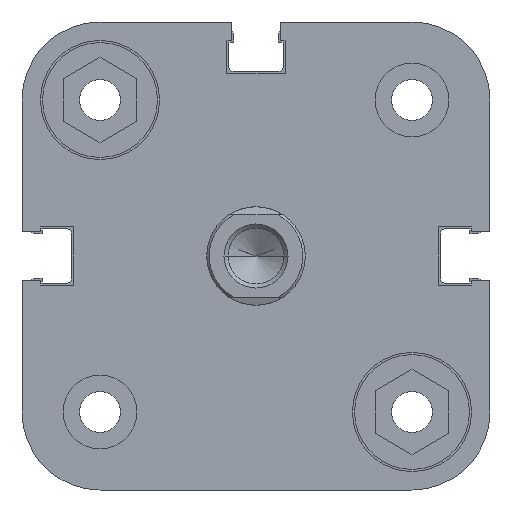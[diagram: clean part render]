
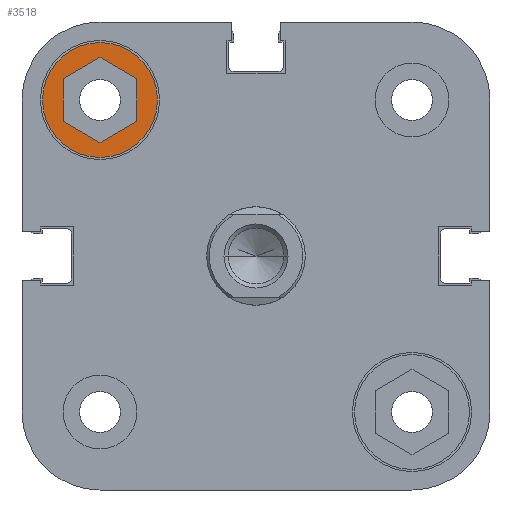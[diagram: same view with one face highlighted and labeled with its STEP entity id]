
A CAD part, left-side view. The second image highlights one B-rep face of the part: STEP entity #3518.
In plain terms, the highlighted planar face has unit normal (-1, 0, 0).
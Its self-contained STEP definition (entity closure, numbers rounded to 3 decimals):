
#229 = EDGE_LOOP ( 'NONE', ( #7790, #7876 ) ) ;
#233 = EDGE_LOOP ( 'NONE', ( #7917, #7871, #7783, #7786, #7881, #7834 ) ) ;
#1165 = FACE_OUTER_BOUND ( 'NONE', #229, .T. ) ;
#1169 = FACE_BOUND ( 'NONE', #233, .T. ) ;
#1841 = AXIS2_PLACEMENT_3D ( 'NONE', #3154, #3163, #3164 ) ;
#1930 = AXIS2_PLACEMENT_3D ( 'NONE', #6377, #6389, #6390 ) ;
#1998 = AXIS2_PLACEMENT_3D ( 'NONE', #6867, #7490, #7491 ) ;
#3154 = CARTESIAN_POINT ( 'NONE',  ( -27.321, 6., 0. ) ) ;
#3162 = PLANE ( 'NONE',  #1841 ) ;
#3163 = DIRECTION ( 'NONE',  ( 1., 0., 0. ) ) ;
#3164 = DIRECTION ( 'NONE',  ( 0., 0., -1. ) ) ;
#3518 = ADVANCED_FACE ( 'NONE', ( #1169, #1165 ), #3162, .F. ) ;
#5032 = VERTEX_POINT ( 'NONE', #5860 ) ;
#5033 = VERTEX_POINT ( 'NONE', #5861 ) ;
#5040 = VERTEX_POINT ( 'NONE', #5863 ) ;
#5283 = VERTEX_POINT ( 'NONE', #6071 ) ;
#5309 = VERTEX_POINT ( 'NONE', #6097 ) ;
#5319 = VERTEX_POINT ( 'NONE', #6107 ) ;
#5320 = VERTEX_POINT ( 'NONE', #6108 ) ;
#5322 = VERTEX_POINT ( 'NONE', #6110 ) ;
#5404 = EDGE_CURVE ( 'NONE', #5319, #5040, #7103, .T. ) ;
#5406 = EDGE_CURVE ( 'NONE', #5040, #5033, #7105, .T. ) ;
#5408 = EDGE_CURVE ( 'NONE', #5033, #5032, #7114, .T. ) ;
#5452 = EDGE_CURVE ( 'NONE', #5283, #5309, #7189, .T. ) ;
#5488 = EDGE_CURVE ( 'NONE', #5322, #5320, #7244, .T. ) ;
#5491 = EDGE_CURVE ( 'NONE', #5320, #5319, #7230, .T. ) ;
#5510 = EDGE_CURVE ( 'NONE', #5032, #5322, #7281, .T. ) ;
#5860 = CARTESIAN_POINT ( 'NONE',  ( -27.321, 19., 24.196 ) ) ;
#5861 = CARTESIAN_POINT ( 'NONE',  ( -27.321, 23.5, 21.598 ) ) ;
#5863 = CARTESIAN_POINT ( 'NONE',  ( -27.321, 23.5, 16.402 ) ) ;
#6071 = CARTESIAN_POINT ( 'NONE',  ( -27.321, 19., 26. ) ) ;
#6097 = CARTESIAN_POINT ( 'NONE',  ( -27.321, 19., 12. ) ) ;
#6107 = CARTESIAN_POINT ( 'NONE',  ( -27.321, 19., 13.804 ) ) ;
#6108 = CARTESIAN_POINT ( 'NONE',  ( -27.321, 14.5, 16.402 ) ) ;
#6110 = CARTESIAN_POINT ( 'NONE',  ( -27.321, 14.5, 21.598 ) ) ;
#6276 = CARTESIAN_POINT ( 'NONE',  ( -27.321, 23.5, 16.402 ) ) ;
#6277 = DIRECTION ( 'NONE',  ( 0., 0.866, 0.5 ) ) ;
#6278 = CARTESIAN_POINT ( 'NONE',  ( -27.321, 23.5, 21.598 ) ) ;
#6282 = DIRECTION ( 'NONE',  ( 0., 0., 1. ) ) ;
#6285 = CARTESIAN_POINT ( 'NONE',  ( -27.321, 19., 24.196 ) ) ;
#6286 = DIRECTION ( 'NONE',  ( 0., -0.866, 0.5 ) ) ;
#6377 = CARTESIAN_POINT ( 'NONE',  ( -27.321, 19., 19. ) ) ;
#6389 = DIRECTION ( 'NONE',  ( 1., 0., 0. ) ) ;
#6390 = DIRECTION ( 'NONE',  ( 0., 0., -1. ) ) ;
#6474 = CARTESIAN_POINT ( 'NONE',  ( -27.321, 14.5, 16.402 ) ) ;
#6475 = DIRECTION ( 'NONE',  ( 0., 0., -1. ) ) ;
#6478 = CARTESIAN_POINT ( 'NONE',  ( -27.321, 19., 13.804 ) ) ;
#6480 = DIRECTION ( 'NONE',  ( 0., 0.866, -0.5 ) ) ;
#6526 = CARTESIAN_POINT ( 'NONE',  ( -27.321, 14.5, 21.598 ) ) ;
#6527 = DIRECTION ( 'NONE',  ( 0., -0.866, -0.5 ) ) ;
#6867 = CARTESIAN_POINT ( 'NONE',  ( -27.321, 19., 19. ) ) ;
#7099 = VECTOR ( 'NONE', #6277, 1000. ) ;
#7103 = LINE ( 'NONE', #6276, #7099 ) ;
#7105 = LINE ( 'NONE', #6278, #7110 ) ;
#7110 = VECTOR ( 'NONE', #6282, 1000. ) ;
#7114 = LINE ( 'NONE', #6285, #7115 ) ;
#7115 = VECTOR ( 'NONE', #6286, 1000. ) ;
#7189 = CIRCLE ( 'NONE', #1930, 7. ) ;
#7230 = LINE ( 'NONE', #6478, #7250 ) ;
#7244 = LINE ( 'NONE', #6474, #7245 ) ;
#7245 = VECTOR ( 'NONE', #6475, 1000. ) ;
#7250 = VECTOR ( 'NONE', #6480, 1000. ) ;
#7281 = LINE ( 'NONE', #6526, #7282 ) ;
#7282 = VECTOR ( 'NONE', #6527, 1000. ) ;
#7444 = CIRCLE ( 'NONE', #1998, 7. ) ;
#7490 = DIRECTION ( 'NONE',  ( 1., 0., 0. ) ) ;
#7491 = DIRECTION ( 'NONE',  ( 0., 0., -1. ) ) ;
#7735 = EDGE_CURVE ( 'NONE', #5309, #5283, #7444, .T. ) ;
#7783 = ORIENTED_EDGE ( 'NONE', *, *, #5406, .T. ) ;
#7786 = ORIENTED_EDGE ( 'NONE', *, *, #5408, .T. ) ;
#7790 = ORIENTED_EDGE ( 'NONE', *, *, #7735, .F. ) ;
#7834 = ORIENTED_EDGE ( 'NONE', *, *, #5488, .T. ) ;
#7871 = ORIENTED_EDGE ( 'NONE', *, *, #5404, .T. ) ;
#7876 = ORIENTED_EDGE ( 'NONE', *, *, #5452, .F. ) ;
#7881 = ORIENTED_EDGE ( 'NONE', *, *, #5510, .T. ) ;
#7917 = ORIENTED_EDGE ( 'NONE', *, *, #5491, .T. ) ;
